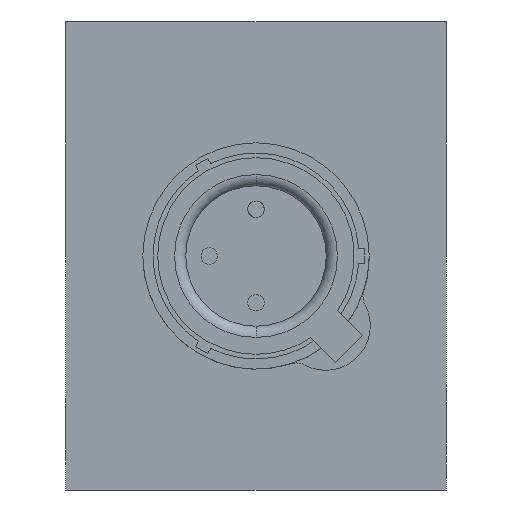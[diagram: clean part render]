
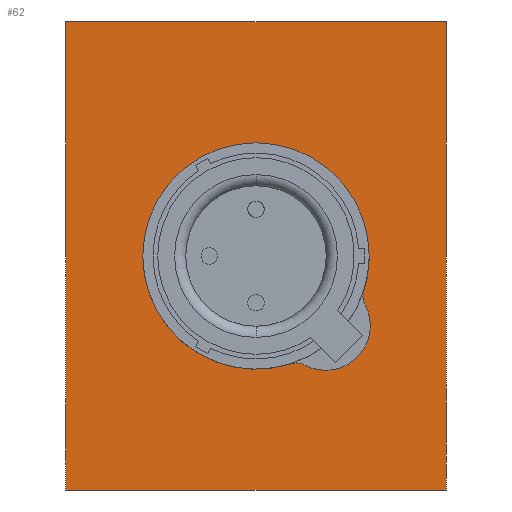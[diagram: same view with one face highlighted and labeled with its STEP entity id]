
A CAD part, front view. The second image highlights one B-rep face of the part: STEP entity #62.
In plain terms, the highlighted planar face has unit normal (0, -1, 0).
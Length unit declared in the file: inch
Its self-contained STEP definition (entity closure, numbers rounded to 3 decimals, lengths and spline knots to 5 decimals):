
#29 = EDGE_CURVE ( 'NONE', #4947, #1305, #2021, .T. ) ;
#62 = ADVANCED_FACE ( 'NONE', ( #208, #575 ), #2169, .T. ) ;
#181 = CARTESIAN_POINT ( 'NONE',  ( 0.25, 0., -0.203 ) ) ;
#208 = FACE_BOUND ( 'NONE', #2696, .T. ) ;
#365 = CARTESIAN_POINT ( 'NONE',  ( 0.25, 0., -0.203 ) ) ;
#559 = ORIENTED_EDGE ( 'NONE', *, *, #4189, .F. ) ;
#575 = FACE_OUTER_BOUND ( 'NONE', #2212, .T. ) ;
#632 = VECTOR ( 'NONE', #2622, 39.37008 ) ;
#634 = DIRECTION ( 'NONE',  ( 0., 0., -1. ) ) ;
#659 = CARTESIAN_POINT ( 'NONE',  ( 0., 0., 0. ) ) ;
#667 = CARTESIAN_POINT ( 'NONE',  ( 0.5, 0., -0.406 ) ) ;
#696 = DIRECTION ( 'NONE',  ( 0., 0., 1. ) ) ;
#721 = VECTOR ( 'NONE', #696, 39.37008 ) ;
#803 = CARTESIAN_POINT ( 'NONE',  ( 0.3246, 0., -0.1284 ) ) ;
#933 = DIRECTION ( 'NONE',  ( 0., -1., 0. ) ) ;
#934 = DIRECTION ( 'NONE',  ( 0., -1., 0. ) ) ;
#1028 = CIRCLE ( 'NONE', #3116, 0.121 ) ;
#1065 = AXIS2_PLACEMENT_3D ( 'NONE', #2171, #934, #2526 ) ;
#1109 = VERTEX_POINT ( 'NONE', #4137 ) ;
#1161 = VERTEX_POINT ( 'NONE', #4531 ) ;
#1305 = VERTEX_POINT ( 'NONE', #4160 ) ;
#1334 = ORIENTED_EDGE ( 'NONE', *, *, #4692, .T. ) ;
#1355 = VERTEX_POINT ( 'NONE', #1493 ) ;
#1421 = ORIENTED_EDGE ( 'NONE', *, *, #1737, .T. ) ;
#1493 = CARTESIAN_POINT ( 'NONE',  ( 0.5, 0., 0. ) ) ;
#1568 = ORIENTED_EDGE ( 'NONE', *, *, #4930, .F. ) ;
#1612 = DIRECTION ( 'NONE',  ( 0., -1., 0. ) ) ;
#1629 = VERTEX_POINT ( 'NONE', #1825 ) ;
#1671 = CARTESIAN_POINT ( 'NONE',  ( 0.29304, 0., -0.06873 ) ) ;
#1737 = EDGE_CURVE ( 'NONE', #4849, #1161, #3307, .T. ) ;
#1796 = DIRECTION ( 'NONE',  ( 0., 0., -1. ) ) ;
#1799 = DIRECTION ( 'NONE',  ( 1., 0., 0. ) ) ;
#1814 = ORIENTED_EDGE ( 'NONE', *, *, #3481, .F. ) ;
#1825 = CARTESIAN_POINT ( 'NONE',  ( 0.29304, 0., -0.08873 ) ) ;
#1909 = AXIS2_PLACEMENT_3D ( 'NONE', #3527, #1612, #2429 ) ;
#1991 = AXIS2_PLACEMENT_3D ( 'NONE', #1671, #3308, #3712 ) ;
#2021 = CIRCLE ( 'NONE', #3610, 0.121 ) ;
#2130 = VECTOR ( 'NONE', #1799, 39.37008 ) ;
#2169 = PLANE ( 'NONE',  #2513 ) ;
#2171 = CARTESIAN_POINT ( 'NONE',  ( 0.38427, 0., -0.15996 ) ) ;
#2198 = DIRECTION ( 'NONE',  ( 0., -1., 0. ) ) ;
#2209 = CARTESIAN_POINT ( 'NONE',  ( 0., 0., 0. ) ) ;
#2212 = EDGE_LOOP ( 'NONE', ( #1568, #1814, #4098, #1334 ) ) ;
#2241 = ORIENTED_EDGE ( 'NONE', *, *, #29, .F. ) ;
#2276 = VERTEX_POINT ( 'NONE', #3390 ) ;
#2348 = DIRECTION ( 'NONE',  ( 0., -1., 0. ) ) ;
#2385 = CARTESIAN_POINT ( 'NONE',  ( 0.36659, 0., -0.15061 ) ) ;
#2395 = DIRECTION ( 'NONE',  ( 0., 0., -1. ) ) ;
#2429 = DIRECTION ( 'NONE',  ( 0., 0., -1. ) ) ;
#2449 = AXIS2_PLACEMENT_3D ( 'NONE', #803, #4680, #2395 ) ;
#2480 = EDGE_CURVE ( 'NONE', #1109, #1629, #3493, .T. ) ;
#2513 = AXIS2_PLACEMENT_3D ( 'NONE', #4037, #933, #1796 ) ;
#2526 = DIRECTION ( 'NONE',  ( 0., 0., -1. ) ) ;
#2622 = DIRECTION ( 'NONE',  ( 0., 0., 1. ) ) ;
#2644 = ORIENTED_EDGE ( 'NONE', *, *, #2480, .T. ) ;
#2648 = EDGE_CURVE ( 'NONE', #1629, #4775, #2896, .T. ) ;
#2692 = CARTESIAN_POINT ( 'NONE',  ( 0.5, 0., -0.406 ) ) ;
#2696 = EDGE_LOOP ( 'NONE', ( #2879, #1421, #559, #2241, #3774, #2644, #3505 ) ) ;
#2743 = AXIS2_PLACEMENT_3D ( 'NONE', #4240, #2198, #634 ) ;
#2763 = DIRECTION ( 'NONE',  ( 0., 0., -1. ) ) ;
#2796 = EDGE_CURVE ( 'NONE', #1109, #4947, #2819, .T. ) ;
#2819 = CIRCLE ( 'NONE', #1909, 0.121 ) ;
#2879 = ORIENTED_EDGE ( 'NONE', *, *, #3689, .F. ) ;
#2896 = CIRCLE ( 'NONE', #2743, 0.02 ) ;
#2971 = DIRECTION ( 'NONE',  ( 0., 0., -1. ) ) ;
#2980 = CARTESIAN_POINT ( 'NONE',  ( 0., 0., -0.406 ) ) ;
#3116 = AXIS2_PLACEMENT_3D ( 'NONE', #365, #2348, #2763 ) ;
#3202 = VECTOR ( 'NONE', #4587, 39.37008 ) ;
#3307 = CIRCLE ( 'NONE', #1065, 0.02 ) ;
#3308 = DIRECTION ( 'NONE',  ( 0., -1., 0. ) ) ;
#3389 = CARTESIAN_POINT ( 'NONE',  ( 0.25, 0., -0.082 ) ) ;
#3390 = CARTESIAN_POINT ( 'NONE',  ( 0., 0., -0.406 ) ) ;
#3481 = EDGE_CURVE ( 'NONE', #2276, #4436, #5021, .T. ) ;
#3493 = CIRCLE ( 'NONE', #1991, 0.02 ) ;
#3505 = ORIENTED_EDGE ( 'NONE', *, *, #2648, .T. ) ;
#3527 = CARTESIAN_POINT ( 'NONE',  ( 0.25, 0., -0.203 ) ) ;
#3610 = AXIS2_PLACEMENT_3D ( 'NONE', #181, #3780, #2971 ) ;
#3689 = EDGE_CURVE ( 'NONE', #4849, #4775, #3799, .T. ) ;
#3712 = DIRECTION ( 'NONE',  ( 0., 0., -1. ) ) ;
#3774 = ORIENTED_EDGE ( 'NONE', *, *, #2796, .F. ) ;
#3780 = DIRECTION ( 'NONE',  ( 0., -1., 0. ) ) ;
#3799 = CIRCLE ( 'NONE', #2449, 0.0475 ) ;
#3855 = VERTEX_POINT ( 'NONE', #2692 ) ;
#4037 = CARTESIAN_POINT ( 'NONE',  ( 0., 0., -0.406 ) ) ;
#4098 = ORIENTED_EDGE ( 'NONE', *, *, #4821, .T. ) ;
#4137 = CARTESIAN_POINT ( 'NONE',  ( 0.28694, 0., -0.08778 ) ) ;
#4160 = CARTESIAN_POINT ( 'NONE',  ( 0.25, 0., -0.324 ) ) ;
#4189 = EDGE_CURVE ( 'NONE', #1305, #1161, #1028, .T. ) ;
#4240 = CARTESIAN_POINT ( 'NONE',  ( 0.29304, 0., -0.06873 ) ) ;
#4436 = VERTEX_POINT ( 'NONE', #2209 ) ;
#4531 = CARTESIAN_POINT ( 'NONE',  ( 0.36522, 0., -0.16606 ) ) ;
#4587 = DIRECTION ( 'NONE',  ( 1., 0., 0. ) ) ;
#4613 = LINE ( 'NONE', #667, #721 ) ;
#4619 = CARTESIAN_POINT ( 'NONE',  ( 0., 0., -0.406 ) ) ;
#4680 = DIRECTION ( 'NONE',  ( 0., -1., 0. ) ) ;
#4692 = EDGE_CURVE ( 'NONE', #3855, #1355, #4613, .T. ) ;
#4696 = CARTESIAN_POINT ( 'NONE',  ( 0.30239, 0., -0.08641 ) ) ;
#4775 = VERTEX_POINT ( 'NONE', #4696 ) ;
#4821 = EDGE_CURVE ( 'NONE', #2276, #3855, #4982, .T. ) ;
#4849 = VERTEX_POINT ( 'NONE', #2385 ) ;
#4930 = EDGE_CURVE ( 'NONE', #4436, #1355, #5090, .T. ) ;
#4947 = VERTEX_POINT ( 'NONE', #3389 ) ;
#4982 = LINE ( 'NONE', #2980, #3202 ) ;
#5021 = LINE ( 'NONE', #4619, #632 ) ;
#5090 = LINE ( 'NONE', #659, #2130 ) ;
